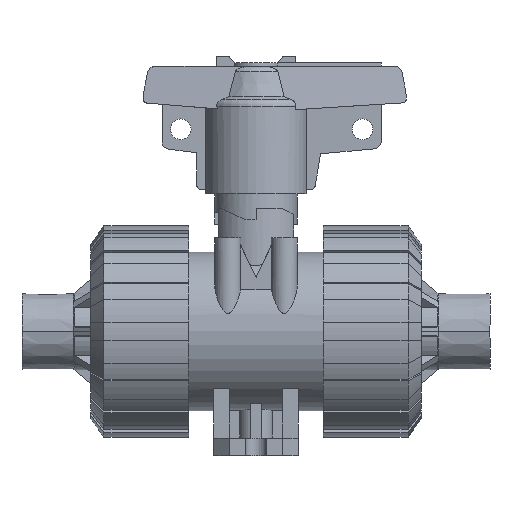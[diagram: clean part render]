
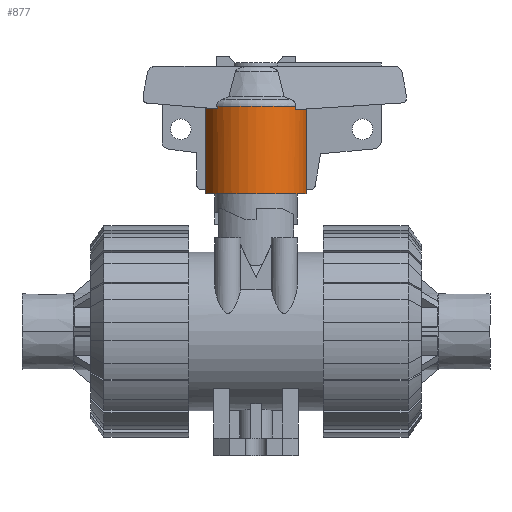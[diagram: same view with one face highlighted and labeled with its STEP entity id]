
A CAD part, front view. The second image highlights one B-rep face of the part: STEP entity #877.
In plain terms, the highlighted cylindrical face has radius 13.75 mm (diameter 27.5 mm), a partial arc.
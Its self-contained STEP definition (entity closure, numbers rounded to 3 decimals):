
#877=ADVANCED_FACE('',(#2067),#2068,.T.);
#2067=FACE_OUTER_BOUND('',#3637,.T.);
#2068=CYLINDRICAL_SURFACE('',#3638,13.75);
#3637=EDGE_LOOP('',(#5851,#5852,#5853,#5854,#5855,#5856,#5857,#5858,#5859,#5860,#5861,#5862));
#3638=AXIS2_PLACEMENT_3D('',#5863,#5864,#5865);
#5851=ORIENTED_EDGE('',*,*,#10163,.T.);
#5852=ORIENTED_EDGE('',*,*,#10220,.F.);
#5853=ORIENTED_EDGE('',*,*,#10190,.T.);
#5854=ORIENTED_EDGE('',*,*,#10159,.T.);
#5855=ORIENTED_EDGE('',*,*,#10072,.T.);
#5856=ORIENTED_EDGE('',*,*,#10215,.F.);
#5857=ORIENTED_EDGE('',*,*,#10250,.T.);
#5858=ORIENTED_EDGE('',*,*,#10055,.T.);
#5859=ORIENTED_EDGE('',*,*,#10251,.T.);
#5860=ORIENTED_EDGE('',*,*,#10217,.F.);
#5861=ORIENTED_EDGE('',*,*,#10076,.T.);
#5862=ORIENTED_EDGE('',*,*,#10090,.T.);
#5863=CARTESIAN_POINT('',(0.0,0.0,81.321));
#5864=DIRECTION('',(0.0,0.0,1.0));
#5865=DIRECTION('',(1.0,0.0,0.0));
#10055=EDGE_CURVE('',#12142,#12140,#12143,.T.);
#10072=EDGE_CURVE('',#12171,#12169,#12172,.T.);
#10076=EDGE_CURVE('',#12177,#12178,#12179,.T.);
#10090=EDGE_CURVE('',#12178,#12201,#12202,.T.);
#10159=EDGE_CURVE('',#12306,#12171,#12307,.T.);
#10163=EDGE_CURVE('',#12201,#12311,#12312,.T.);
#10190=EDGE_CURVE('',#12354,#12306,#12355,.T.);
#10215=EDGE_CURVE('',#12385,#12169,#12387,.T.);
#10217=EDGE_CURVE('',#12177,#12389,#12390,.T.);
#10220=EDGE_CURVE('',#12354,#12311,#12393,.T.);
#10250=EDGE_CURVE('',#12385,#12142,#12423,.T.);
#10251=EDGE_CURVE('',#12140,#12389,#12424,.T.);
#12140=VERTEX_POINT('',#15188);
#12142=VERTEX_POINT('',#15191);
#12143=CIRCLE('',#15192,13.75);
#12169=VERTEX_POINT('',#15309);
#12171=VERTEX_POINT('',#15327);
#12172=LINE('',#15328,#15329);
#12177=VERTEX_POINT('',#15336);
#12178=VERTEX_POINT('',#15337);
#12179=LINE('',#15338,#15339);
#12201=VERTEX_POINT('',#15434);
#12202=ELLIPSE('',#15435,13.778,13.75);
#12306=VERTEX_POINT('',#15729);
#12307=ELLIPSE('',#15730,13.798,13.75);
#12311=VERTEX_POINT('',#15735);
#12312=ELLIPSE('',#15736,98.798,13.75);
#12354=VERTEX_POINT('',#15883);
#12355=ELLIPSE('',#15884,98.798,13.75);
#12385=VERTEX_POINT('',#15970);
#12387=CIRCLE('',#15988,13.75);
#12389=VERTEX_POINT('',#15990);
#12390=CIRCLE('',#15991,13.75);
#12393=CIRCLE('',#16010,13.75);
#12423=LINE('',#16058,#16059);
#12424=LINE('',#16060,#16061);
#15188=CARTESIAN_POINT('',(13.304,-3.475,69.7));
#15191=CARTESIAN_POINT('',(-13.304,-3.475,69.7));
#15192=AXIS2_PLACEMENT_3D('',#21057,#21058,#21059);
#15309=CARTESIAN_POINT('',(-13.167,-3.96,92.942));
#15327=CARTESIAN_POINT('',(-13.167,-3.96,92.449));
#15328=CARTESIAN_POINT('',(-13.167,-3.96,92.145));
#15329=VECTOR('',#21065,1.0);
#15336=CARTESIAN_POINT('',(13.167,-3.96,92.942));
#15337=CARTESIAN_POINT('',(13.167,-3.96,92.177));
#15338=CARTESIAN_POINT('',(13.167,-3.96,92.145));
#15339=VECTOR('',#21068,1.0);
#15434=CARTESIAN_POINT('',(10.458,-8.927,92.006));
#15435=AXIS2_PLACEMENT_3D('',#21074,#21075,#21076);
#15729=CARTESIAN_POINT('',(-10.305,-9.103,92.211));
#15730=AXIS2_PLACEMENT_3D('',#21136,#21137,#21138);
#15735=CARTESIAN_POINT('',(10.577,-8.786,92.942));
#15736=AXIS2_PLACEMENT_3D('',#21143,#21144,#21145);
#15883=CARTESIAN_POINT('',(-10.401,-8.994,92.942));
#15884=AXIS2_PLACEMENT_3D('',#21167,#21168,#21169);
#15970=CARTESIAN_POINT('',(-13.304,-3.475,92.942));
#15988=AXIS2_PLACEMENT_3D('',#21192,#21193,#21194);
#15990=CARTESIAN_POINT('',(13.304,-3.475,92.942));
#15991=AXIS2_PLACEMENT_3D('',#21195,#21196,#21197);
#16010=AXIS2_PLACEMENT_3D('',#21198,#21199,#21200);
#16058=CARTESIAN_POINT('',(-13.304,-3.475,81.321));
#16059=VECTOR('',#21237,1.0);
#16060=CARTESIAN_POINT('',(13.304,-3.475,81.321));
#16061=VECTOR('',#21238,1.0);
#21057=CARTESIAN_POINT('',(0.0,0.0,69.7));
#21058=DIRECTION('',(0.0,0.0,1.0));
#21059=DIRECTION('',(1.0,0.0,0.0));
#21065=DIRECTION('',(0.0,0.0,1.0));
#21068=DIRECTION('',(-0.0,-0.0,-1.0));
#21074=CARTESIAN_POINT('',(0.0,0.0,91.344));
#21075=DIRECTION('',(0.063,0.0,-0.998));
#21076=DIRECTION('',(0.998,0.0,0.063));
#21136=CARTESIAN_POINT('',(0.0,0.0,91.352));
#21137=DIRECTION('',(-0.083,-0.0,-0.997));
#21138=DIRECTION('',(0.997,0.0,-0.083));
#21143=CARTESIAN_POINT('',(0.0,0.0,160.558));
#21144=DIRECTION('',(0.069,-0.988,0.139));
#21145=DIRECTION('',(0.01,-0.139,-0.99));
#21167=CARTESIAN_POINT('',(0.0,0.0,161.942));
#21168=DIRECTION('',(-0.069,-0.988,0.139));
#21169=DIRECTION('',(0.01,0.139,0.99));
#21192=CARTESIAN_POINT('',(0.0,0.0,92.942));
#21193=DIRECTION('',(0.0,0.0,1.0));
#21194=DIRECTION('',(1.0,0.0,0.0));
#21195=CARTESIAN_POINT('',(0.0,0.0,92.942));
#21196=DIRECTION('',(0.0,0.0,1.0));
#21197=DIRECTION('',(1.0,0.0,0.0));
#21198=CARTESIAN_POINT('',(0.0,0.0,92.942));
#21199=DIRECTION('',(0.0,0.0,1.0));
#21200=DIRECTION('',(1.0,0.0,0.0));
#21237=DIRECTION('',(-0.0,-0.0,-1.0));
#21238=DIRECTION('',(0.0,0.0,1.0));
